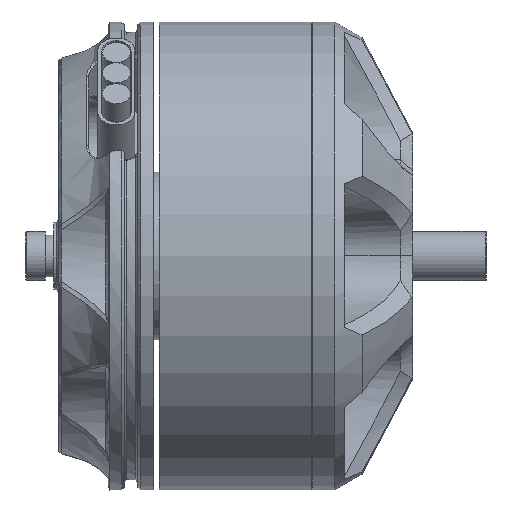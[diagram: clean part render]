
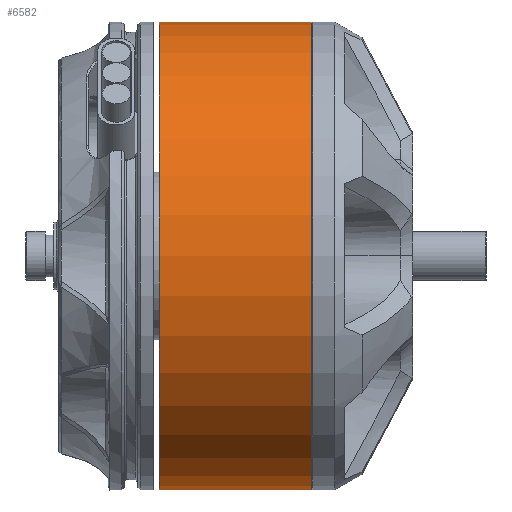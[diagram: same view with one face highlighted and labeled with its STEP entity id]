
A CAD part, top view. The second image highlights one B-rep face of the part: STEP entity #6582.
In plain terms, the highlighted cylindrical face has radius 19 mm (diameter 38 mm), a partial arc.
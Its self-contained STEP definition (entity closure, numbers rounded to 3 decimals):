
#221 = EDGE_LOOP ( 'NONE', ( #9394, #1064, #7190, #10654 ) ) ;
#1064 = ORIENTED_EDGE ( 'NONE', *, *, #2948, .T. ) ;
#1167 = EDGE_CURVE ( 'NONE', #10992, #2213, #8931, .T. ) ;
#1454 = DIRECTION ( 'NONE',  ( 0., 0., -1. ) ) ;
#1463 = DIRECTION ( 'NONE',  ( 1., 0., 0. ) ) ;
#2213 = VERTEX_POINT ( 'NONE', #11144 ) ;
#2444 = CARTESIAN_POINT ( 'NONE',  ( 7.1, 15., 0. ) ) ;
#2579 = CARTESIAN_POINT ( 'NONE',  ( 0.935, 34., 0. ) ) ;
#2662 = CYLINDRICAL_SURFACE ( 'NONE', #11105, 19. ) ;
#2736 = LINE ( 'NONE', #2579, #12897 ) ;
#2820 = EDGE_CURVE ( 'NONE', #10992, #9294, #2736, .T. ) ;
#2948 = EDGE_CURVE ( 'NONE', #2213, #14256, #6761, .T. ) ;
#3931 = CARTESIAN_POINT ( 'NONE',  ( 0.935, 15., 0. ) ) ;
#4952 = DIRECTION ( 'NONE',  ( 1., 0., 0. ) ) ;
#5305 = AXIS2_PLACEMENT_3D ( 'NONE', #2444, #6253, #7439 ) ;
#6253 = DIRECTION ( 'NONE',  ( 1., 0., 0. ) ) ;
#6370 = CARTESIAN_POINT ( 'NONE',  ( -5.229, 34., 0. ) ) ;
#6434 = AXIS2_PLACEMENT_3D ( 'NONE', #8736, #4952, #1454 ) ;
#6582 = ADVANCED_FACE ( 'NONE', ( #13547 ), #2662, .T. ) ;
#6761 = LINE ( 'NONE', #9201, #10380 ) ;
#7190 = ORIENTED_EDGE ( 'NONE', *, *, #13613, .F. ) ;
#7439 = DIRECTION ( 'NONE',  ( 0., 0., -1. ) ) ;
#7730 = DIRECTION ( 'NONE',  ( 1., 0., 0. ) ) ;
#8221 = CARTESIAN_POINT ( 'NONE',  ( 7.1, -4., 0. ) ) ;
#8736 = CARTESIAN_POINT ( 'NONE',  ( -5.229, 15., 0. ) ) ;
#8931 = CIRCLE ( 'NONE', #6434, 19. ) ;
#9201 = CARTESIAN_POINT ( 'NONE',  ( 0.935, -4., 0. ) ) ;
#9294 = VERTEX_POINT ( 'NONE', #11540 ) ;
#9394 = ORIENTED_EDGE ( 'NONE', *, *, #1167, .T. ) ;
#10380 = VECTOR ( 'NONE', #15183, 1000. ) ;
#10654 = ORIENTED_EDGE ( 'NONE', *, *, #2820, .F. ) ;
#10992 = VERTEX_POINT ( 'NONE', #6370 ) ;
#11105 = AXIS2_PLACEMENT_3D ( 'NONE', #3931, #7730, #14556 ) ;
#11144 = CARTESIAN_POINT ( 'NONE',  ( -5.229, -4., 0. ) ) ;
#11540 = CARTESIAN_POINT ( 'NONE',  ( 7.1, 34., 0. ) ) ;
#12816 = CIRCLE ( 'NONE', #5305, 19. ) ;
#12897 = VECTOR ( 'NONE', #1463, 1000. ) ;
#13547 = FACE_OUTER_BOUND ( 'NONE', #221, .T. ) ;
#13613 = EDGE_CURVE ( 'NONE', #9294, #14256, #12816, .T. ) ;
#14256 = VERTEX_POINT ( 'NONE', #8221 ) ;
#14556 = DIRECTION ( 'NONE',  ( 0., 1., 0. ) ) ;
#15183 = DIRECTION ( 'NONE',  ( 1., 0., 0. ) ) ;
